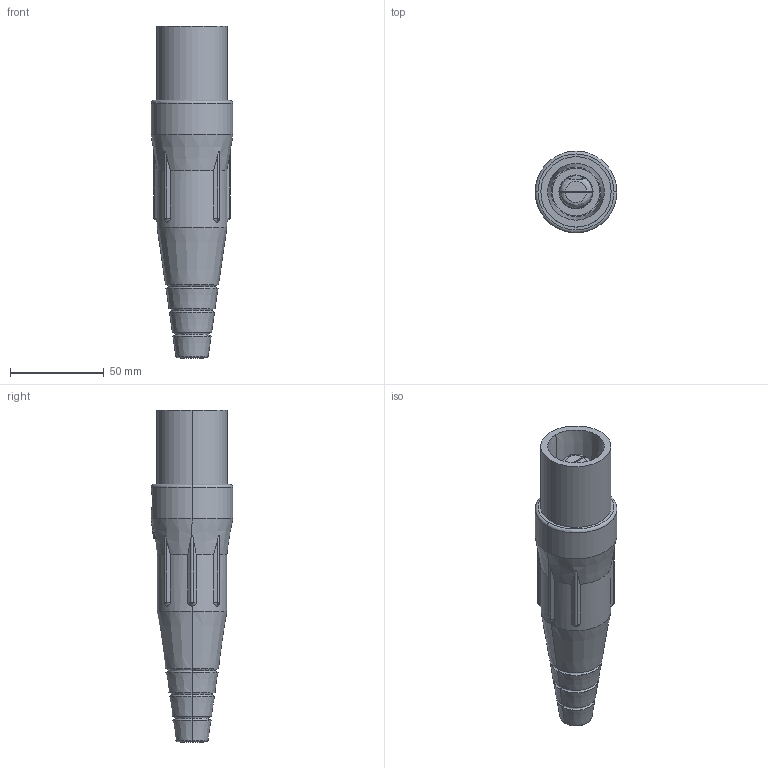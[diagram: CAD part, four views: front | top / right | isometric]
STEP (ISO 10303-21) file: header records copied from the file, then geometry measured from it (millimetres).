
FILE_DESCRIPTION (( 'STEP AP214' ), '1' );
FILE_NAME ('CATSTD-16D24-000-M01.STEP', '2021-07-27T13:48:30', ( '' ), ( '' ), 'SwSTEP 2.0', 'SolidWorks 2020', '' );
FILE_SCHEMA (( 'AUTOMOTIVE_DESIGN' ));
Length unit declared in the file: inch
Products named in the file (1): CATSTD-16D24-000-M01
Bounding box: 43.64 x 43.64 x 177.16 mm (x, y, z)
Surface area: 35737 mm2 (no closed solid volume)
Topology: 0 solids, 4 shells, 349 faces, 938 edges, 614 vertices
Faces by surface type: plane 210, cylinder 58, cone 39, torus 23, bspline 13, sphere 6
Full cylindrical faces by diameter (mm): 6.35 x5
Entity records: 20502 total; most frequent: CARTESIAN_POINT 12002, ORIENTED_EDGE 1843, DIRECTION 1409, EDGE_CURVE 932, VERTEX_POINT 613, AXIS2_PLACEMENT_3D 547, EDGE_LOOP 374, FACE_OUTER_BOUND 348
